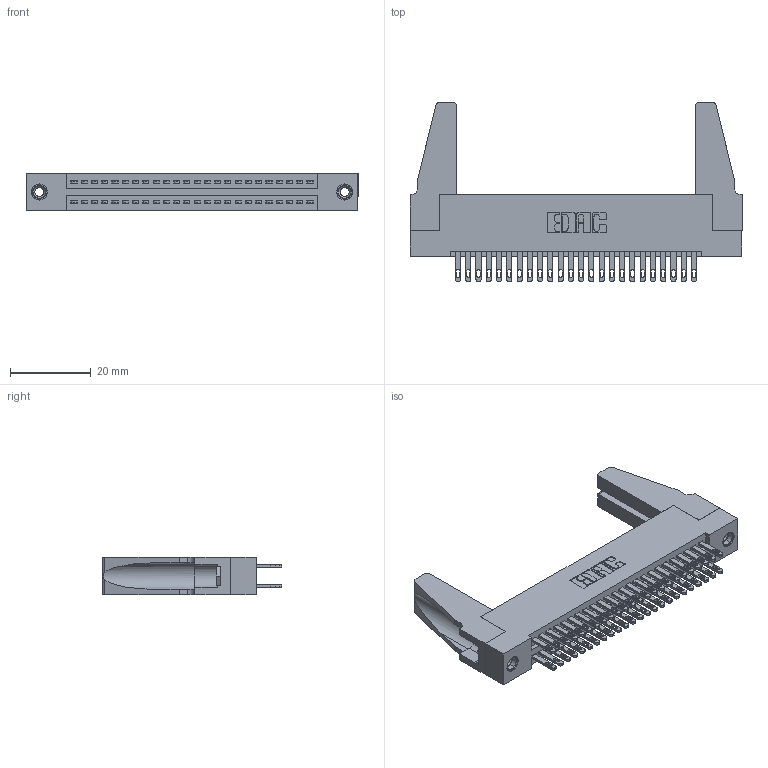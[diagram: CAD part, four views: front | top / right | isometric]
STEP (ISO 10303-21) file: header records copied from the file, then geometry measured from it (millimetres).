
FILE_DESCRIPTION (( 'STEP AP203' ), '1' );
FILE_NAME ('345-048-500-288.STEP', '2019-10-29T03:37:16', ( '' ), ( '' ), 'SwSTEP 2.0', 'SolidWorks 2016', '' );
FILE_SCHEMA (( 'CONFIG_CONTROL_DESIGN' ));
Length unit declared in the file: inch
Products named in the file (5): 345 Part_Flush Mounting Lugs - 0.156 Dia-TH; 345-250-001_345-250-001-102; 345-292-001_345-293-100; 345-220-078_345-220-088; 345-048-500-288
Assembly tree (53 placements, depth 2):
  345-048-500-288
    345 Part_Flush Mounting Lugs - 0.156 Dia-TH
    345-292-001_345-293-100  x48
    345-250-001_345-250-001-102  x2
    345-220-078_345-220-088  x2
Bounding box: 82.19 x 44.37 x 9.4 mm (x, y, z)
Volume: 11216.5 mm3; surface area: 15035.3 mm2
Topology: 53 solids, 53 shells, 2458 faces, 7423 edges, 4938 vertices
Faces by surface type: plane 1448, cylinder 994, cone 12, torus 4
Entity records: 23332 total; most frequent: CARTESIAN_POINT 3922, ORIENTED_EDGE 3816, DIRECTION 3488, EDGE_CURVE 1908, LINE 1634, VECTOR 1634, VERTEX_POINT 1266, AXIS2_PLACEMENT_3D 927
